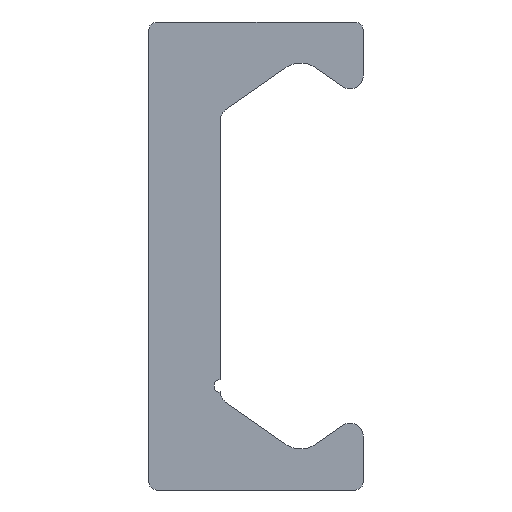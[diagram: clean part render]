
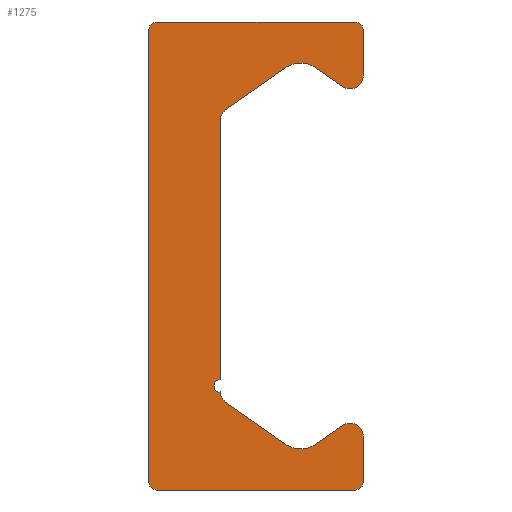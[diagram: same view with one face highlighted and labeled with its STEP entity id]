
A CAD part, left-side view. The second image highlights one B-rep face of the part: STEP entity #1275.
In plain terms, the highlighted planar face has unit normal (-1, 0, 0).
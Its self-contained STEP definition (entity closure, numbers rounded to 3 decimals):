
#423=CARTESIAN_POINT('',(0.0,1.375,5.214));
#424=VERTEX_POINT('',#423);
#431=CARTESIAN_POINT('',(0.0,1.375,-4.75));
#432=VERTEX_POINT('',#431);
#433=CARTESIAN_POINT('',(0.0,1.375,5.214));
#434=DIRECTION('',(0.0,0.0,-1.0));
#435=VECTOR('',#434,9.964);
#436=LINE('',#433,#435);
#437=EDGE_CURVE('',#424,#432,#436,.T.);
#574=CARTESIAN_POINT('',(0.0,3.825,-9.));
#575=VERTEX_POINT('',#574);
#582=CARTESIAN_POINT('',(0.0,4.125,-8.7));
#583=VERTEX_POINT('',#582);
#584=CARTESIAN_POINT('',(0.0,3.825,-8.7));
#585=DIRECTION('',(1.0,0.0,0.0));
#586=DIRECTION('',(0.0,0.0,-1.0));
#587=AXIS2_PLACEMENT_3D('',#584,#585,#586);
#588=CIRCLE('',#587,0.3);
#589=EDGE_CURVE('',#575,#583,#588,.T.);
#613=CARTESIAN_POINT('',(0.0,-3.825,-9.));
#614=VERTEX_POINT('',#613);
#621=CARTESIAN_POINT('',(0.0,-3.825,-9.));
#622=DIRECTION('',(0.0,1.0,0.0));
#623=VECTOR('',#622,7.65);
#624=LINE('',#621,#623);
#625=EDGE_CURVE('',#614,#575,#624,.T.);
#645=CARTESIAN_POINT('',(0.0,-4.125,-8.7));
#646=VERTEX_POINT('',#645);
#653=CARTESIAN_POINT('',(0.0,-3.825,-8.7));
#654=DIRECTION('',(1.0,0.0,0.0));
#655=DIRECTION('',(0.0,-1.0,0.0));
#656=AXIS2_PLACEMENT_3D('',#653,#654,#655);
#657=CIRCLE('',#656,0.3);
#658=EDGE_CURVE('',#646,#614,#657,.T.);
#677=CARTESIAN_POINT('',(0.0,-4.125,-6.925));
#678=VERTEX_POINT('',#677);
#685=CARTESIAN_POINT('',(0.0,-4.125,-6.925));
#686=DIRECTION('',(0.0,0.0,-1.0));
#687=VECTOR('',#686,1.775);
#688=LINE('',#685,#687);
#689=EDGE_CURVE('',#678,#646,#688,.T.);
#709=CARTESIAN_POINT('',(0.0,-3.338,-6.515));
#710=VERTEX_POINT('',#709);
#717=CARTESIAN_POINT('',(0.0,-3.625,-6.925));
#718=DIRECTION('',(1.0,0.0,0.0));
#719=DIRECTION('',(0.0,0.574,0.819));
#720=AXIS2_PLACEMENT_3D('',#717,#718,#719);
#721=CIRCLE('',#720,0.5);
#722=EDGE_CURVE('',#710,#678,#721,.T.);
#741=CARTESIAN_POINT('',(0.0,-2.299,-7.243));
#742=VERTEX_POINT('',#741);
#749=CARTESIAN_POINT('',(0.0,-2.299,-7.243));
#750=DIRECTION('',(0.0,-0.819,0.574));
#751=VECTOR('',#750,1.269);
#752=LINE('',#749,#751);
#753=EDGE_CURVE('',#742,#710,#752,.T.);
#773=CARTESIAN_POINT('',(0.0,-1.151,-7.243));
#774=VERTEX_POINT('',#773);
#781=CARTESIAN_POINT('',(0.0,-1.725,-6.424));
#782=DIRECTION('',(-1.0,0.0,0.0));
#783=DIRECTION('',(0.0,0.574,0.819));
#784=AXIS2_PLACEMENT_3D('',#781,#782,#783);
#785=CIRCLE('',#784,1.0);
#786=EDGE_CURVE('',#774,#742,#785,.T.);
#805=CARTESIAN_POINT('',(0.0,1.162,-5.624));
#806=VERTEX_POINT('',#805);
#813=CARTESIAN_POINT('',(0.0,1.162,-5.624));
#814=DIRECTION('',(0.0,-0.819,-0.574));
#815=VECTOR('',#814,2.824);
#816=LINE('',#813,#815);
#817=EDGE_CURVE('',#806,#774,#816,.T.);
#837=CARTESIAN_POINT('',(0.0,1.375,-5.214));
#838=VERTEX_POINT('',#837);
#845=CARTESIAN_POINT('',(0.0,0.875,-5.214));
#846=DIRECTION('',(-1.0,0.0,0.0));
#847=DIRECTION('',(0.0,-0.574,0.819));
#848=AXIS2_PLACEMENT_3D('',#845,#846,#847);
#849=CIRCLE('',#848,0.5);
#850=EDGE_CURVE('',#838,#806,#849,.T.);
#869=CARTESIAN_POINT('',(0.0,1.375,-5.25));
#870=VERTEX_POINT('',#869);
#877=CARTESIAN_POINT('',(0.0,1.375,-5.25));
#878=DIRECTION('',(0.0,0.0,1.0));
#879=VECTOR('',#878,0.036);
#880=LINE('',#877,#879);
#881=EDGE_CURVE('',#870,#838,#880,.T.);
#906=CARTESIAN_POINT('',(0.0,1.375,-5.0));
#907=DIRECTION('',(-1.0,0.0,0.0));
#908=DIRECTION('',(0.0,0.0,1.0));
#909=AXIS2_PLACEMENT_3D('',#906,#907,#908);
#910=CIRCLE('',#909,0.25);
#911=EDGE_CURVE('',#432,#870,#910,.T.);
#931=CARTESIAN_POINT('',(0.0,1.162,5.624));
#932=VERTEX_POINT('',#931);
#939=CARTESIAN_POINT('',(0.0,0.875,5.214));
#940=DIRECTION('',(-1.0,0.0,0.0));
#941=DIRECTION('',(0.0,-1.0,0.0));
#942=AXIS2_PLACEMENT_3D('',#939,#940,#941);
#943=CIRCLE('',#942,0.5);
#944=EDGE_CURVE('',#932,#424,#943,.T.);
#963=CARTESIAN_POINT('',(0.0,-1.151,7.243));
#964=VERTEX_POINT('',#963);
#971=CARTESIAN_POINT('',(0.0,-1.151,7.243));
#972=DIRECTION('',(0.0,0.819,-0.574));
#973=VECTOR('',#972,2.824);
#974=LINE('',#971,#973);
#975=EDGE_CURVE('',#964,#932,#974,.T.);
#995=CARTESIAN_POINT('',(0.0,-2.299,7.243));
#996=VERTEX_POINT('',#995);
#1003=CARTESIAN_POINT('',(0.0,-1.725,6.424));
#1004=DIRECTION('',(-1.0,0.0,0.0));
#1005=DIRECTION('',(0.0,-0.574,-0.819));
#1006=AXIS2_PLACEMENT_3D('',#1003,#1004,#1005);
#1007=CIRCLE('',#1006,1.0);
#1008=EDGE_CURVE('',#996,#964,#1007,.T.);
#1027=CARTESIAN_POINT('',(0.0,-3.338,6.515));
#1028=VERTEX_POINT('',#1027);
#1035=CARTESIAN_POINT('',(0.0,-3.338,6.515));
#1036=DIRECTION('',(0.0,0.819,0.574));
#1037=VECTOR('',#1036,1.269);
#1038=LINE('',#1035,#1037);
#1039=EDGE_CURVE('',#1028,#996,#1038,.T.);
#1059=CARTESIAN_POINT('',(0.0,-4.125,6.925));
#1060=VERTEX_POINT('',#1059);
#1067=CARTESIAN_POINT('',(0.0,-3.625,6.925));
#1068=DIRECTION('',(1.0,0.0,0.0));
#1069=DIRECTION('',(0.0,-1.0,0.0));
#1070=AXIS2_PLACEMENT_3D('',#1067,#1068,#1069);
#1071=CIRCLE('',#1070,0.5);
#1072=EDGE_CURVE('',#1060,#1028,#1071,.T.);
#1091=CARTESIAN_POINT('',(0.0,-4.125,8.7));
#1092=VERTEX_POINT('',#1091);
#1099=CARTESIAN_POINT('',(0.0,-4.125,8.7));
#1100=DIRECTION('',(0.0,0.0,-1.0));
#1101=VECTOR('',#1100,1.775);
#1102=LINE('',#1099,#1101);
#1103=EDGE_CURVE('',#1092,#1060,#1102,.T.);
#1123=CARTESIAN_POINT('',(0.0,-3.825,9.));
#1124=VERTEX_POINT('',#1123);
#1131=CARTESIAN_POINT('',(0.0,-3.825,8.7));
#1132=DIRECTION('',(1.0,0.0,0.0));
#1133=DIRECTION('',(0.0,0.0,1.0));
#1134=AXIS2_PLACEMENT_3D('',#1131,#1132,#1133);
#1135=CIRCLE('',#1134,0.3);
#1136=EDGE_CURVE('',#1124,#1092,#1135,.T.);
#1155=CARTESIAN_POINT('',(0.0,3.825,9.));
#1156=VERTEX_POINT('',#1155);
#1163=CARTESIAN_POINT('',(0.0,3.825,9.));
#1164=DIRECTION('',(0.0,-1.0,0.0));
#1165=VECTOR('',#1164,7.65);
#1166=LINE('',#1163,#1165);
#1167=EDGE_CURVE('',#1156,#1124,#1166,.T.);
#1187=CARTESIAN_POINT('',(0.0,4.125,8.7));
#1188=VERTEX_POINT('',#1187);
#1195=CARTESIAN_POINT('',(0.0,3.825,8.7));
#1196=DIRECTION('',(1.0,0.0,0.0));
#1197=DIRECTION('',(0.0,1.0,0.0));
#1198=AXIS2_PLACEMENT_3D('',#1195,#1196,#1197);
#1199=CIRCLE('',#1198,0.3);
#1200=EDGE_CURVE('',#1188,#1156,#1199,.T.);
#1218=CARTESIAN_POINT('',(0.0,4.125,-8.7));
#1219=DIRECTION('',(0.0,0.0,1.0));
#1220=VECTOR('',#1219,17.4);
#1221=LINE('',#1218,#1220);
#1222=EDGE_CURVE('',#583,#1188,#1221,.T.);
#1246=CARTESIAN_POINT('',(0.0,0.856,-0.029));
#1247=DIRECTION('',(1.0,0.0,0.0));
#1248=DIRECTION('',(0.0,0.0,-1.0));
#1249=AXIS2_PLACEMENT_3D('',#1246,#1247,#1248);
#1250=PLANE('',#1249);
#1251=ORIENTED_EDGE('',*,*,#1222,.F.);
#1252=ORIENTED_EDGE('',*,*,#589,.F.);
#1253=ORIENTED_EDGE('',*,*,#625,.F.);
#1254=ORIENTED_EDGE('',*,*,#658,.F.);
#1255=ORIENTED_EDGE('',*,*,#689,.F.);
#1256=ORIENTED_EDGE('',*,*,#722,.F.);
#1257=ORIENTED_EDGE('',*,*,#753,.F.);
#1258=ORIENTED_EDGE('',*,*,#786,.F.);
#1259=ORIENTED_EDGE('',*,*,#817,.F.);
#1260=ORIENTED_EDGE('',*,*,#850,.F.);
#1261=ORIENTED_EDGE('',*,*,#881,.F.);
#1262=ORIENTED_EDGE('',*,*,#911,.F.);
#1263=ORIENTED_EDGE('',*,*,#437,.F.);
#1264=ORIENTED_EDGE('',*,*,#944,.F.);
#1265=ORIENTED_EDGE('',*,*,#975,.F.);
#1266=ORIENTED_EDGE('',*,*,#1008,.F.);
#1267=ORIENTED_EDGE('',*,*,#1039,.F.);
#1268=ORIENTED_EDGE('',*,*,#1072,.F.);
#1269=ORIENTED_EDGE('',*,*,#1103,.F.);
#1270=ORIENTED_EDGE('',*,*,#1136,.F.);
#1271=ORIENTED_EDGE('',*,*,#1167,.F.);
#1272=ORIENTED_EDGE('',*,*,#1200,.F.);
#1273=EDGE_LOOP('',(#1251,#1252,#1253,#1254,#1255,#1256,#1257,#1258,#1259,#1260,#1261,#1262,#1263,#1264,#1265,#1266,#1267,#1268,#1269,#1270,#1271,#1272));
#1274=FACE_OUTER_BOUND('',#1273,.T.);
#1275=ADVANCED_FACE('',(#1274),#1250,.F.);
